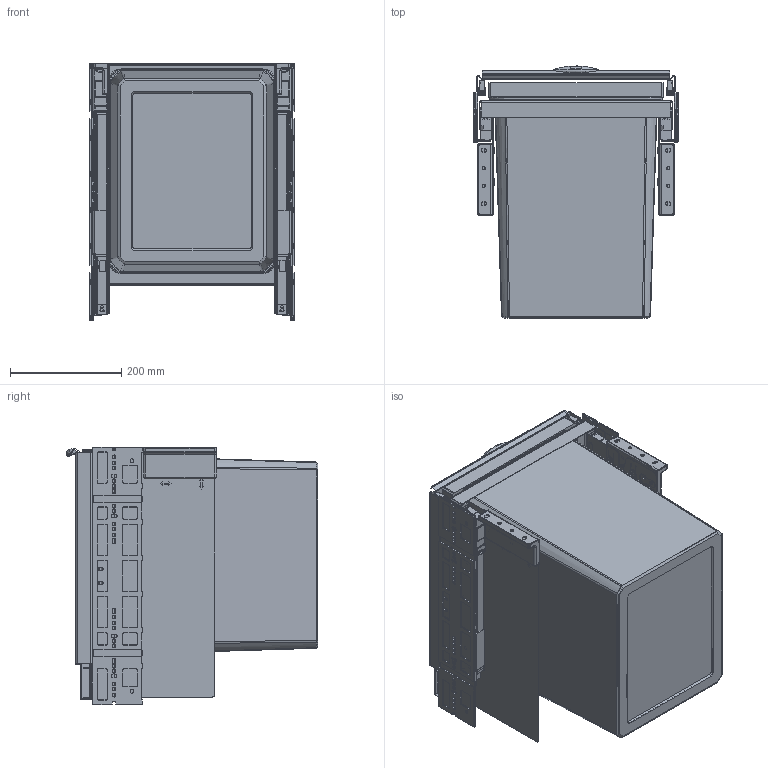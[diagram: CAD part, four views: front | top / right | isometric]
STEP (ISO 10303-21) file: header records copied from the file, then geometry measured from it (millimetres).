
FILE_DESCRIPTION(('STEP AP214'),'1');
FILE_NAME('8012443_V Cox Base 460 R_400-1.STP','2024-08-19T09:39:09',(' '),(' '),'Spatial InterOp 3D',' ',' ');
FILE_SCHEMA(('AUTOMOTIVE_DESIGN { 1 0 10303 214 1 1 1 1 }'));
Length unit declared in the file: millimetre
Products named in the file (1): 3D-Objekt
Bounding box: 368 x 453.08 x 464 mm (x, y, z)
Volume: 3576941.4 mm3; surface area: 3022082.9 mm2
Topology: 32 solids, 34 shells, 4718 faces, 12392 edges, 7722 vertices
Faces by surface type: plane 2082, cylinder 1810, torus 596, bspline 94, sphere 74, cone 62
Entity records: 167546 total; most frequent: CARTESIAN_POINT 31430, DIRECTION 25719, ORIENTED_EDGE 24636, EDGE_CURVE 12318, AXIS2_PLACEMENT_3D 9272, VERTEX_POINT 7722, LINE 7175, VECTOR 7175
